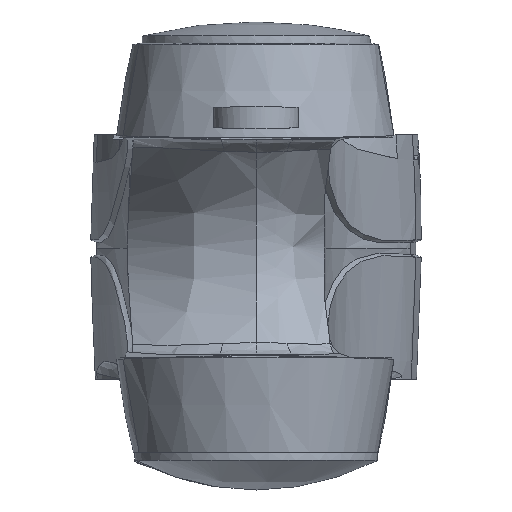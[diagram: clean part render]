
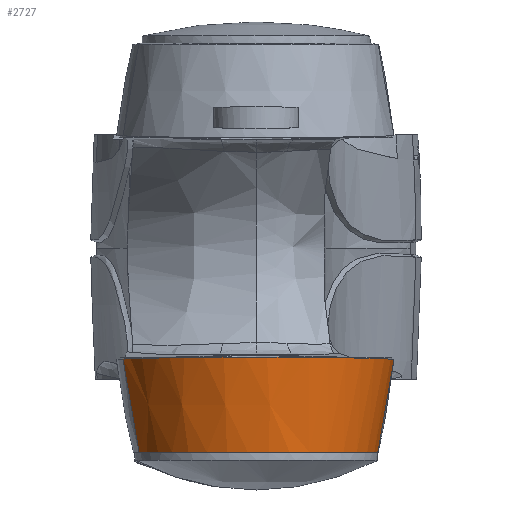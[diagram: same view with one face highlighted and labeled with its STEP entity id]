
A CAD part, top view. The second image highlights one B-rep face of the part: STEP entity #2727.
In plain terms, the highlighted free-form (B-spline) face has degree [2, 2] with [3, 5] control points.
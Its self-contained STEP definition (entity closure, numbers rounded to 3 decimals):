
#72=ELLIPSE('',#2991,73.705,73.683);
#73=ELLIPSE('',#2993,73.705,73.683);
#365=B_SPLINE_CURVE_WITH_KNOTS('',3,(#9365,#9366,#9367,#9368,#9369,#9370),
 .UNSPECIFIED.,.F.,.F.,(4,1,1,4),(0.,0.021,
0.623,1.),.UNSPECIFIED.);
#368=B_SPLINE_CURVE_WITH_KNOTS('',3,(#9609,#9610,#9611,#9612,#9613,#9614),
 .UNSPECIFIED.,.F.,.F.,(4,1,1,4),(0.,0.377,0.978,
1.),.UNSPECIFIED.);
#423=(
BOUNDED_SURFACE()
B_SPLINE_SURFACE(2,2,((#10307,#10308,#10309,#10310,#10311),(#10312,#10313,
#10314,#10315,#10316),(#10317,#10318,#10319,#10320,#10321)),
 .UNSPECIFIED.,.F.,.F.,.F.)
B_SPLINE_SURFACE_WITH_KNOTS((3,3),(3,2,3),(-0.22,-0.117),
(-1.301,0.105,1.511),.UNSPECIFIED.)
GEOMETRIC_REPRESENTATION_ITEM()
RATIONAL_B_SPLINE_SURFACE(((1.,0.763,1.,0.763,1.),
(0.999,0.762,0.999,0.762,
0.999),(1.,0.763,1.,0.763,1.)))
REPRESENTATION_ITEM('')
SURFACE()
);
#633=FACE_OUTER_BOUND('',#808,.T.);
#808=EDGE_LOOP('',(#2313,#2314,#2315,#2316,#2317,#2318));
#841=CIRCLE('',#2785,64.974);
#957=CIRCLE('',#2995,73.566);
#975=VERTEX_POINT('',#3608);
#976=VERTEX_POINT('',#3615);
#1197=VERTEX_POINT('',#9358);
#1199=VERTEX_POINT('',#9608);
#1207=VERTEX_POINT('',#10042);
#1211=VERTEX_POINT('',#10190);
#1240=EDGE_CURVE('',#975,#976,#841,.T.);
#1563=EDGE_CURVE('',#1197,#975,#365,.T.);
#1567=EDGE_CURVE('',#976,#1199,#368,.T.);
#1581=EDGE_CURVE('',#1207,#1197,#72,.T.);
#1588=EDGE_CURVE('',#1199,#1211,#73,.T.);
#1595=EDGE_CURVE('',#1211,#1207,#957,.T.);
#2313=ORIENTED_EDGE('',*,*,#1240,.F.);
#2314=ORIENTED_EDGE('',*,*,#1563,.F.);
#2315=ORIENTED_EDGE('',*,*,#1581,.F.);
#2316=ORIENTED_EDGE('',*,*,#1595,.F.);
#2317=ORIENTED_EDGE('',*,*,#1588,.F.);
#2318=ORIENTED_EDGE('',*,*,#1567,.F.);
#2727=ADVANCED_FACE('',(#633),#423,.F.);
#2785=AXIS2_PLACEMENT_3D('',#3616,#3039,#3040);
#2991=AXIS2_PLACEMENT_3D('',#10044,#3504,#3505);
#2993=AXIS2_PLACEMENT_3D('',#10191,#3509,#3510);
#2995=AXIS2_PLACEMENT_3D('',#10322,#3515,#3516);
#3039=DIRECTION('center_axis',(0.,-1.,0.));
#3040=DIRECTION('ref_axis',(0.,0.,1.));
#3504=DIRECTION('center_axis',(0.026,1.,0.));
#3505=DIRECTION('ref_axis',(1.,-0.026,0.));
#3509=DIRECTION('center_axis',(-0.026,1.,0.));
#3510=DIRECTION('ref_axis',(1.,0.026,0.));
#3515=DIRECTION('center_axis',(0.,1.,0.));
#3516=DIRECTION('ref_axis',(0.,0.,-1.));
#3608=CARTESIAN_POINT('',(64.758,-109.,320.305));
#3615=CARTESIAN_POINT('',(-62.24,-109.,333.653));
#3616=CARTESIAN_POINT('Origin',(0.,-109.,315.));
#9358=CARTESIAN_POINT('',(73.325,-59.42,319.405));
#9365=CARTESIAN_POINT('Ctrl Pts',(73.325,-59.42,319.405));
#9366=CARTESIAN_POINT('Ctrl Pts',(73.283,-59.766,319.409));
#9367=CARTESIAN_POINT('Ctrl Pts',(72.021,-70.139,319.542));
#9368=CARTESIAN_POINT('Ctrl Pts',(69.467,-86.731,319.811));
#9369=CARTESIAN_POINT('Ctrl Pts',(66.154,-102.826,320.159));
#9370=CARTESIAN_POINT('Ctrl Pts',(64.758,-109.,320.305));
#9608=CARTESIAN_POINT('',(-70.814,-59.354,334.555));
#9609=CARTESIAN_POINT('Ctrl Pts',(-62.24,-109.,333.653));
#9610=CARTESIAN_POINT('Ctrl Pts',(-63.636,-102.826,333.8));
#9611=CARTESIAN_POINT('Ctrl Pts',(-66.949,-86.731,334.148));
#9612=CARTESIAN_POINT('Ctrl Pts',(-69.505,-70.117,334.417));
#9613=CARTESIAN_POINT('Ctrl Pts',(-70.77,-59.722,334.55));
#9614=CARTESIAN_POINT('Ctrl Pts',(-70.814,-59.354,334.555));
#10042=CARTESIAN_POINT('',(38.188,-58.5,377.878));
#10044=CARTESIAN_POINT('Origin',(-0.223,-57.494,315.));
#10190=CARTESIAN_POINT('',(-38.188,-58.5,377.878));
#10191=CARTESIAN_POINT('Origin',(0.223,-57.494,315.));
#10307=CARTESIAN_POINT('Ctrl Pts',(-62.63,-109.,
332.295));
#10308=CARTESIAN_POINT('Ctrl Pts',(-47.973,-109.,
385.374));
#10309=CARTESIAN_POINT('Ctrl Pts',(6.791,-109.,379.619));
#10310=CARTESIAN_POINT('Ctrl Pts',(61.555,-109.,373.863));
#10311=CARTESIAN_POINT('Ctrl Pts',(64.857,-109.,318.896));
#10312=CARTESIAN_POINT('Ctrl Pts',(-68.02,-83.97,
333.783));
#10313=CARTESIAN_POINT('Ctrl Pts',(-52.101,-83.97,
391.43));
#10314=CARTESIAN_POINT('Ctrl Pts',(7.375,-83.97,385.179));
#10315=CARTESIAN_POINT('Ctrl Pts',(66.852,-83.97,378.928));
#10316=CARTESIAN_POINT('Ctrl Pts',(70.438,-83.97,319.232));
#10317=CARTESIAN_POINT('Ctrl Pts',(-70.912,-58.5,
334.582));
#10318=CARTESIAN_POINT('Ctrl Pts',(-54.317,-58.5,
394.68));
#10319=CARTESIAN_POINT('Ctrl Pts',(7.689,-58.5,388.163));
#10320=CARTESIAN_POINT('Ctrl Pts',(69.695,-58.5,381.647));
#10321=CARTESIAN_POINT('Ctrl Pts',(73.434,-58.5,319.412));
#10322=CARTESIAN_POINT('Origin',(0.,-58.5,315.));
